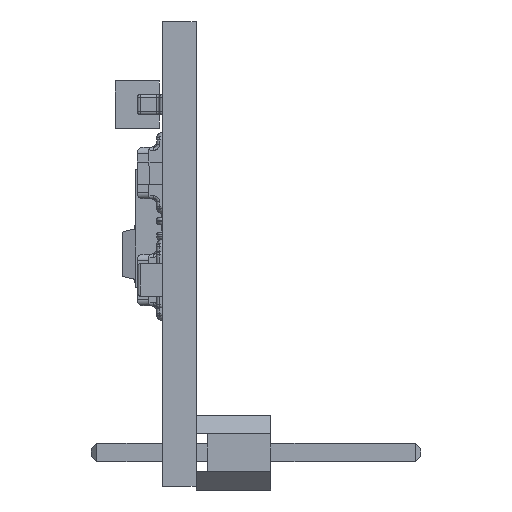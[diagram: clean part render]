
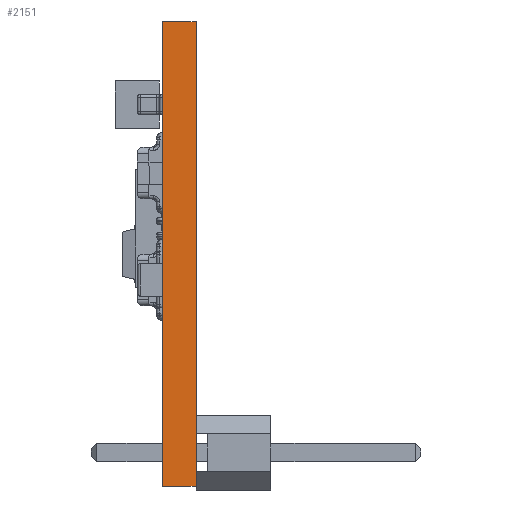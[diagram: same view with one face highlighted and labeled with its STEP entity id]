
A CAD part, left-side view. The second image highlights one B-rep face of the part: STEP entity #2151.
In plain terms, the highlighted planar face has unit normal (-1, 0, 0).
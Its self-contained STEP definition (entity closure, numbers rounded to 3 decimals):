
#322 = CARTESIAN_POINT ( 'NONE',  ( -3.305, 10.387, 13.948 ) ) ;
#2151 = ADVANCED_FACE ( 'NONE', ( #5310 ), #27919, .F. ) ;
#2456 = CARTESIAN_POINT ( 'NONE',  ( -3.305, 11.149, 8.699 ) ) ;
#3131 = CARTESIAN_POINT ( 'NONE',  ( -3.305, 10.387, 24.447 ) ) ;
#4191 = ORIENTED_EDGE ( 'NONE', *, *, #10700, .T. ) ;
#4194 = CARTESIAN_POINT ( 'NONE',  ( -3.305, 11.53, 24.447 ) ) ;
#5310 = FACE_OUTER_BOUND ( 'NONE', #28829, .T. ) ;
#5318 = CARTESIAN_POINT ( 'NONE',  ( -3.305, 10.387, 8.699 ) ) ;
#6003 = CARTESIAN_POINT ( 'NONE',  ( -3.305, 11.53, 8.699 ) ) ;
#9165 = CARTESIAN_POINT ( 'NONE',  ( -3.305, 11.53, 24.447 ) ) ;
#9478 = B_SPLINE_CURVE_WITH_KNOTS ( 'NONE', 3,
 ( #4194, #34751, #15145, #29028 ),
 .UNSPECIFIED., .F., .F.,
 ( 4, 4 ),
 ( 0., 1. ),
 .UNSPECIFIED. ) ;
#10672 = CARTESIAN_POINT ( 'NONE',  ( -3.305, 10.387, 24.447 ) ) ;
#10700 = EDGE_CURVE ( 'NONE', #35633, #15316, #16710, .T. ) ;
#11065 = DIRECTION ( 'NONE',  ( 0., 1., 0. ) ) ;
#11645 = CARTESIAN_POINT ( 'NONE',  ( -3.305, 10.387, 8.699 ) ) ;
#12366 = CARTESIAN_POINT ( 'NONE',  ( -3.305, 11.53, 24.447 ) ) ;
#13752 = CARTESIAN_POINT ( 'NONE',  ( -3.305, 10.768, 8.699 ) ) ;
#13838 = CARTESIAN_POINT ( 'NONE',  ( -3.305, 11.53, 24.447 ) ) ;
#14245 = VERTEX_POINT ( 'NONE', #10672 ) ;
#15145 = CARTESIAN_POINT ( 'NONE',  ( -3.305, 10.768, 24.447 ) ) ;
#15316 = VERTEX_POINT ( 'NONE', #24297 ) ;
#16710 = B_SPLINE_CURVE_WITH_KNOTS ( 'NONE', 3,
 ( #9165, #17871, #28793, #6003 ),
 .UNSPECIFIED., .F., .F.,
 ( 4, 4 ),
 ( 0., 1. ),
 .UNSPECIFIED. ) ;
#17258 = ORIENTED_EDGE ( 'NONE', *, *, #24180, .T. ) ;
#17546 = EDGE_CURVE ( 'NONE', #14245, #28979, #30679, .T. ) ;
#17630 = B_SPLINE_CURVE_WITH_KNOTS ( 'NONE', 3,
 ( #19322, #2456, #13752, #25041 ),
 .UNSPECIFIED., .F., .F.,
 ( 4, 4 ),
 ( 0., 1. ),
 .UNSPECIFIED. ) ;
#17871 = CARTESIAN_POINT ( 'NONE',  ( -3.305, 11.53, 19.197 ) ) ;
#19322 = CARTESIAN_POINT ( 'NONE',  ( -3.305, 11.53, 8.699 ) ) ;
#20276 = ORIENTED_EDGE ( 'NONE', *, *, #31236, .F. ) ;
#24180 = EDGE_CURVE ( 'NONE', #15316, #28979, #17630, .T. ) ;
#24297 = CARTESIAN_POINT ( 'NONE',  ( -3.305, 11.53, 8.699 ) ) ;
#25041 = CARTESIAN_POINT ( 'NONE',  ( -3.305, 10.387, 8.699 ) ) ;
#25126 = DIRECTION ( 'NONE',  ( 1., 0., 0. ) ) ;
#25708 = CARTESIAN_POINT ( 'NONE',  ( -3.305, 10.387, 19.197 ) ) ;
#26971 = ORIENTED_EDGE ( 'NONE', *, *, #17546, .F. ) ;
#27919 = PLANE ( 'NONE',  #35501 ) ;
#28793 = CARTESIAN_POINT ( 'NONE',  ( -3.305, 11.53, 13.948 ) ) ;
#28829 = EDGE_LOOP ( 'NONE', ( #20276, #4191, #17258, #26971 ) ) ;
#28979 = VERTEX_POINT ( 'NONE', #5318 ) ;
#29028 = CARTESIAN_POINT ( 'NONE',  ( -3.305, 10.387, 24.447 ) ) ;
#30679 = B_SPLINE_CURVE_WITH_KNOTS ( 'NONE', 3,
 ( #3131, #25708, #322, #11645 ),
 .UNSPECIFIED., .F., .F.,
 ( 4, 4 ),
 ( 0., 1. ),
 .UNSPECIFIED. ) ;
#31236 = EDGE_CURVE ( 'NONE', #35633, #14245, #9478, .T. ) ;
#34751 = CARTESIAN_POINT ( 'NONE',  ( -3.305, 11.149, 24.447 ) ) ;
#35501 = AXIS2_PLACEMENT_3D ( 'NONE', #13838, #25126, #11065 ) ;
#35633 = VERTEX_POINT ( 'NONE', #12366 ) ;
